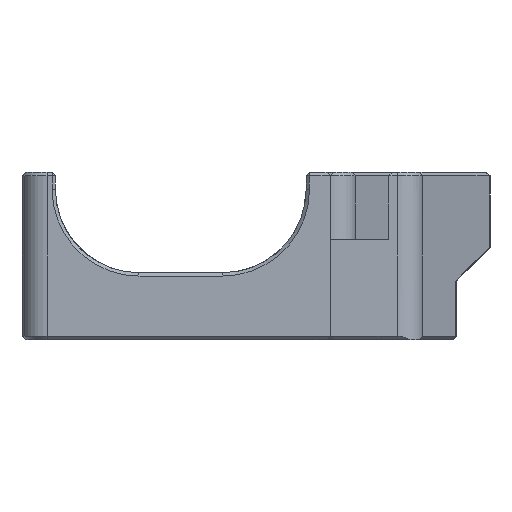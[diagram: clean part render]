
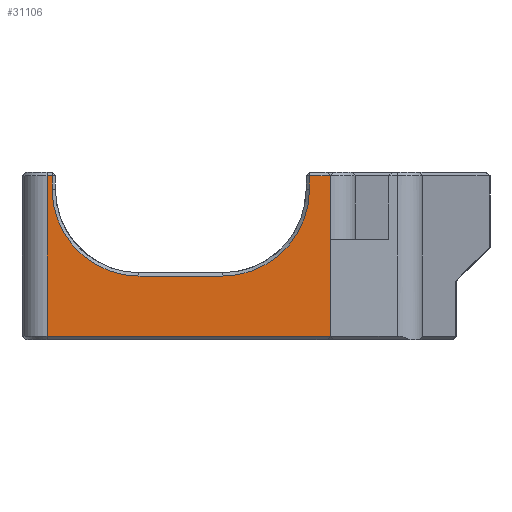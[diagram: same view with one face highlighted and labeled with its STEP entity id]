
A CAD part, left-side view. The second image highlights one B-rep face of the part: STEP entity #31106.
In plain terms, the highlighted planar face has unit normal (-1, 0, 0).
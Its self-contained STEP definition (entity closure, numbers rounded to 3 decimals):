
#2024=PLANE('',#33278);
#3237=FACE_OUTER_BOUND('',#5166,.T.);
#5166=EDGE_LOOP('',(#23972,#23973,#23974,#23975,#23976,#23977,#23978,#23979,
#23980,#23981));
#7441=LINE('',#52961,#10333);
#7461=LINE('',#53013,#10353);
#7465=LINE('',#53023,#10357);
#7468=LINE('',#53032,#10360);
#7471=LINE('',#53038,#10363);
#7543=LINE('',#53297,#10435);
#7545=LINE('',#53301,#10437);
#7546=LINE('',#53302,#10438);
#10333=VECTOR('',#37483,10.);
#10353=VECTOR('',#37533,10.);
#10357=VECTOR('',#37545,10.);
#10360=VECTOR('',#37556,10.);
#10363=VECTOR('',#37561,10.);
#10435=VECTOR('',#37737,10.);
#10437=VECTOR('',#37741,10.);
#10438=VECTOR('',#37742,10.);
#12665=CIRCLE('',#33218,10.4);
#12667=CIRCLE('',#33222,10.4);
#14405=VERTEX_POINT('',#52949);
#14408=VERTEX_POINT('',#52959);
#14416=VERTEX_POINT('',#52986);
#14425=VERTEX_POINT('',#53011);
#14426=VERTEX_POINT('',#53016);
#14427=VERTEX_POINT('',#53021);
#14429=VERTEX_POINT('',#53026);
#14430=VERTEX_POINT('',#53034);
#14476=VERTEX_POINT('',#53296);
#14477=VERTEX_POINT('',#53300);
#17793=EDGE_CURVE('',#14408,#14405,#7441,.T.);
#17819=EDGE_CURVE('',#14425,#14416,#7461,.T.);
#17822=EDGE_CURVE('',#14426,#14425,#12665,.T.);
#17825=EDGE_CURVE('',#14427,#14426,#7465,.T.);
#17827=EDGE_CURVE('',#14429,#14427,#12667,.T.);
#17830=EDGE_CURVE('',#14405,#14429,#7468,.T.);
#17833=EDGE_CURVE('',#14416,#14430,#7471,.T.);
#17924=EDGE_CURVE('',#14476,#14430,#7543,.T.);
#17926=EDGE_CURVE('',#14477,#14408,#7545,.T.);
#17927=EDGE_CURVE('',#14476,#14477,#7546,.T.);
#23972=ORIENTED_EDGE('',*,*,#17793,.F.);
#23973=ORIENTED_EDGE('',*,*,#17926,.F.);
#23974=ORIENTED_EDGE('',*,*,#17927,.F.);
#23975=ORIENTED_EDGE('',*,*,#17924,.T.);
#23976=ORIENTED_EDGE('',*,*,#17833,.F.);
#23977=ORIENTED_EDGE('',*,*,#17819,.F.);
#23978=ORIENTED_EDGE('',*,*,#17822,.F.);
#23979=ORIENTED_EDGE('',*,*,#17825,.F.);
#23980=ORIENTED_EDGE('',*,*,#17827,.F.);
#23981=ORIENTED_EDGE('',*,*,#17830,.F.);
#31106=ADVANCED_FACE('',(#3237),#2024,.F.);
#33218=AXIS2_PLACEMENT_3D('',#53018,#37538,#37539);
#33222=AXIS2_PLACEMENT_3D('',#53028,#37549,#37550);
#33278=AXIS2_PLACEMENT_3D('',#53299,#37739,#37740);
#37483=DIRECTION('',(0.,-1.,0.));
#37533=DIRECTION('',(0.,0.,1.));
#37538=DIRECTION('center_axis',(-1.,0.,0.));
#37539=DIRECTION('ref_axis',(0.,-1.,0.));
#37545=DIRECTION('',(0.,-1.,0.));
#37549=DIRECTION('center_axis',(-1.,0.,0.));
#37550=DIRECTION('ref_axis',(0.,0.,-1.));
#37556=DIRECTION('',(0.,0.,-1.));
#37561=DIRECTION('',(0.,-1.,0.));
#37737=DIRECTION('',(0.,0.,1.));
#37739=DIRECTION('center_axis',(1.,0.,0.));
#37740=DIRECTION('ref_axis',(0.,0.,-1.));
#37741=DIRECTION('',(0.,0.,1.));
#37742=DIRECTION('',(0.,1.,0.));
#52949=CARTESIAN_POINT('',(-153.5,-3.6,19.6));
#52959=CARTESIAN_POINT('',(-153.5,-3.,19.6));
#52961=CARTESIAN_POINT('',(-153.5,-7.613,19.6));
#52986=CARTESIAN_POINT('',(-153.5,-34.4,19.6));
#53011=CARTESIAN_POINT('',(-153.5,-34.4,18.));
#53013=CARTESIAN_POINT('',(-153.5,-34.4,15.));
#53016=CARTESIAN_POINT('',(-153.5,-24.,7.6));
#53018=CARTESIAN_POINT('Origin',(-153.5,-24.,18.));
#53021=CARTESIAN_POINT('',(-153.5,-14.,7.6));
#53023=CARTESIAN_POINT('',(-153.5,-16.838,7.6));
#53026=CARTESIAN_POINT('',(-153.5,-3.6,18.));
#53028=CARTESIAN_POINT('Origin',(-153.5,-14.,18.));
#53032=CARTESIAN_POINT('',(-153.5,-3.6,14.));
#53034=CARTESIAN_POINT('',(-153.5,-36.9,19.6));
#53038=CARTESIAN_POINT('',(-153.5,-28.063,19.6));
#53296=CARTESIAN_POINT('',(-153.5,-36.9,0.4));
#53297=CARTESIAN_POINT('',(-153.5,-36.9,20.));
#53299=CARTESIAN_POINT('Origin',(-153.5,-11.225,10.));
#53300=CARTESIAN_POINT('',(-153.5,-3.,0.4));
#53301=CARTESIAN_POINT('',(-153.5,-3.,15.));
#53302=CARTESIAN_POINT('',(-153.5,-5.613,0.4));
